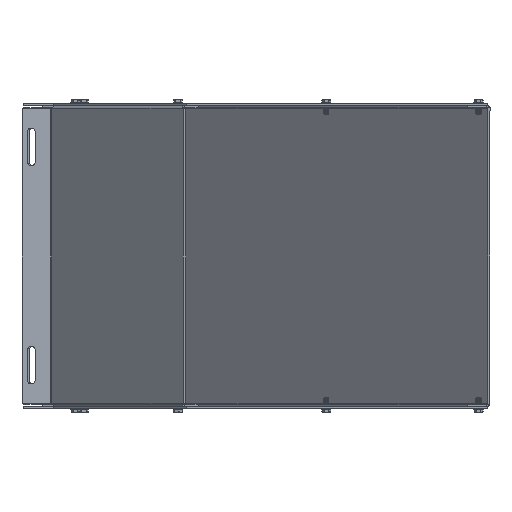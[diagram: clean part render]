
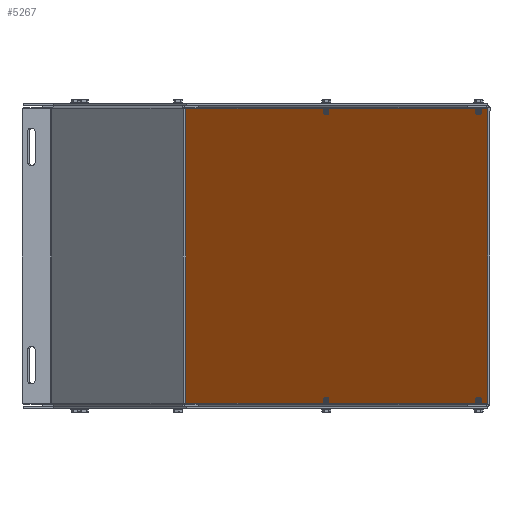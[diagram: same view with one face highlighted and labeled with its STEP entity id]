
A CAD part, front view. The second image highlights one B-rep face of the part: STEP entity #5267.
In plain terms, the highlighted face is planar.
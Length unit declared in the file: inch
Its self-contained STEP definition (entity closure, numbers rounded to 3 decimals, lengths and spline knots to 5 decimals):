
#421=PLANE('',#5705);
#670=FACE_OUTER_BOUND('',#1035,.T.);
#1035=EDGE_LOOP('',(#4410,#4411,#4412,#4413));
#1391=LINE('',#8030,#1835);
#1407=LINE('',#8129,#1851);
#1547=LINE('',#8626,#1991);
#1548=LINE('',#8627,#1992);
#1835=VECTOR('',#6572,14.53396);
#1851=VECTOR('',#6618,14.53396);
#1991=VECTOR('',#6956,9.7895);
#1992=VECTOR('',#6957,9.7895);
#2461=VERTEX_POINT('',#8027);
#2462=VERTEX_POINT('',#8029);
#2477=VERTEX_POINT('',#8126);
#2478=VERTEX_POINT('',#8128);
#3015=EDGE_CURVE('',#2462,#2461,#1391,.T.);
#3041=EDGE_CURVE('',#2478,#2477,#1407,.T.);
#3223=EDGE_CURVE('',#2461,#2478,#1547,.T.);
#3224=EDGE_CURVE('',#2477,#2462,#1548,.T.);
#4410=ORIENTED_EDGE('',*,*,#3015,.T.);
#4411=ORIENTED_EDGE('',*,*,#3223,.T.);
#4412=ORIENTED_EDGE('',*,*,#3041,.T.);
#4413=ORIENTED_EDGE('',*,*,#3224,.T.);
#5267=ADVANCED_FACE('',(#670),#421,.T.);
#5705=AXIS2_PLACEMENT_3D('',#8625,#6954,#6955);
#6572=DIRECTION('',(1.,0.,0.));
#6618=DIRECTION('',(-1.,0.,0.));
#6954=DIRECTION('center_axis',(0.,0.,1.));
#6955=DIRECTION('ref_axis',(1.,0.,0.));
#6956=DIRECTION('',(0.,1.,0.));
#6957=DIRECTION('',(0.,-1.,0.));
#8027=CARTESIAN_POINT('',(7.26698,-4.89475,0.074));
#8029=CARTESIAN_POINT('',(-7.26698,-4.89475,0.074));
#8030=CARTESIAN_POINT('',(3.63349,-4.89475,0.074));
#8126=CARTESIAN_POINT('',(-7.26698,4.89475,0.074));
#8128=CARTESIAN_POINT('',(7.26698,4.89475,0.074));
#8129=CARTESIAN_POINT('',(-3.63349,4.89475,0.074));
#8625=CARTESIAN_POINT('Origin',(0.,0.,
0.074));
#8626=CARTESIAN_POINT('',(7.26698,2.463,0.074));
#8627=CARTESIAN_POINT('',(-7.26698,-2.463,0.074));
